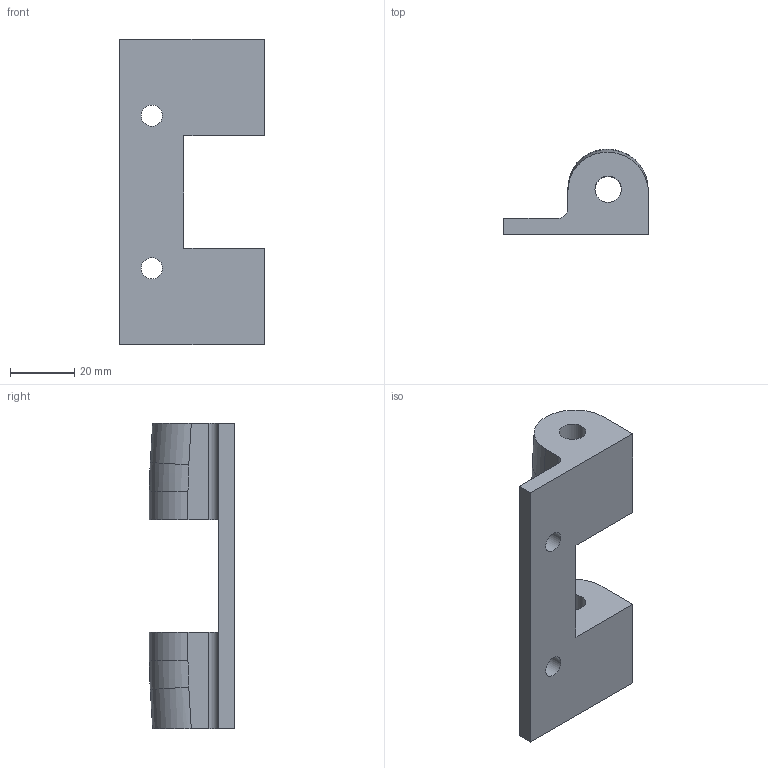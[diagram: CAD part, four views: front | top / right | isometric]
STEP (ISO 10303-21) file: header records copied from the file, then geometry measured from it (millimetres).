
FILE_DESCRIPTION(/* description */ (''),/* implementation_level */ '2;1');
FILE_NAME(/* name */ 'Front mount attachment v14.step',/* time_stamp */ '2021-08-28T21:23:40+02:00',/* author */ (''),/* organization */ (''),/* preprocessor_version */ 'ST-DEVELOPER v18.1',/* originating_system */ 'Autodesk Translation Framework v10.10.0.1391',/* authorisation */ '');
FILE_SCHEMA (('AUTOMOTIVE_DESIGN { 1 0 10303 214 3 1 1 }'));
Length unit declared in the file: millimetre
Products named in the file (1): Front mount attachment
Bounding box: 45 x 26.5 x 95 mm (x, y, z)
Volume: 41558.8 mm3; surface area: 13543.1 mm2
Topology: 1 solids, 1 shells, 36 faces, 94 edges, 60 vertices
Faces by surface type: cylinder 16, plane 16, torus 4
Full cylindrical faces by diameter (mm): 6.6 x2, 8.2 x2
Entity records: 1166 total; most frequent: DIRECTION 204, CARTESIAN_POINT 191, ORIENTED_EDGE 188, EDGE_CURVE 94, AXIS2_PLACEMENT_3D 73, VERTEX_POINT 60, LINE 58, VECTOR 58
